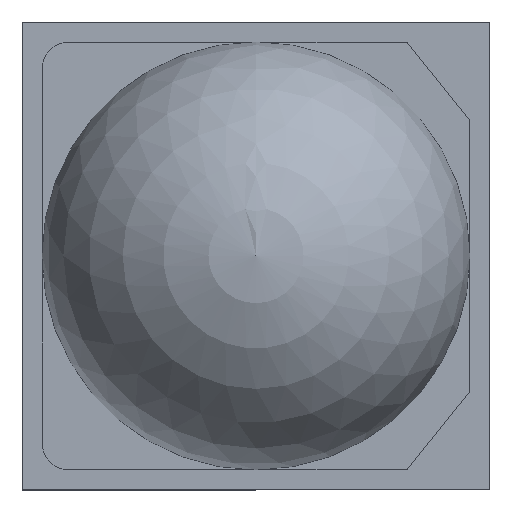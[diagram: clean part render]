
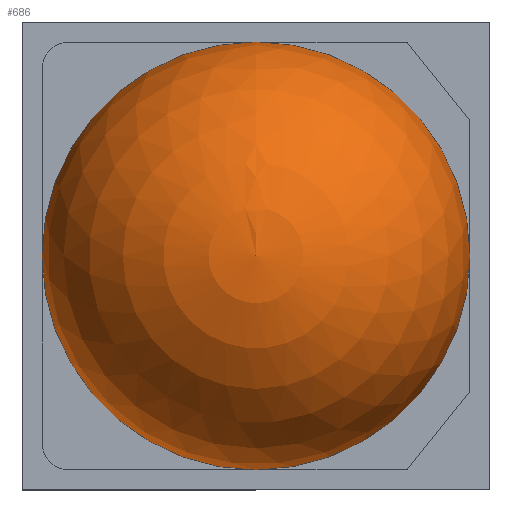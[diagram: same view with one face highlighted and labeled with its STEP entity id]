
A CAD part, top view. The second image highlights one B-rep face of the part: STEP entity #686.
In plain terms, the highlighted spherical face has radius 1.6 mm.
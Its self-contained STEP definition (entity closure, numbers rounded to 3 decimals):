
#204=SPHERICAL_SURFACE('',#919,1.6);
#206=ORIENTED_EDGE('',*,*,#393,.T.);
#393=EDGE_CURVE('',#487,#487,#550,.T.);
#487=VERTEX_POINT('',#1158);
#550=CIRCLE('',#918,1.6);
#556=EDGE_LOOP('',(#206));
#601=FACE_BOUND('',#556,.T.);
#686=ADVANCED_FACE('',(#601),#204,.T.);
#918=AXIS2_PLACEMENT_3D('',#1157,#970,#971);
#919=AXIS2_PLACEMENT_3D('',#1159,#972,#973);
#970=DIRECTION('',(0.,0.,1.));
#971=DIRECTION('',(0.,1.,0.));
#972=DIRECTION('',(0.,0.,1.));
#973=DIRECTION('',(0.,-1.,0.));
#1157=CARTESIAN_POINT('',(0.,0.,0.7));
#1158=CARTESIAN_POINT('',(0.,1.6,0.7));
#1159=CARTESIAN_POINT('',(0.,0.,0.7));
